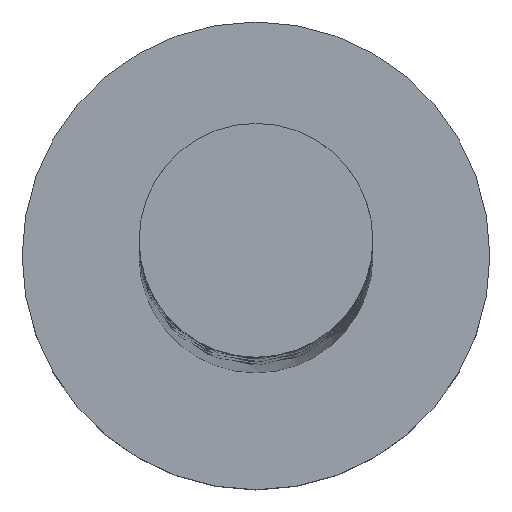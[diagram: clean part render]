
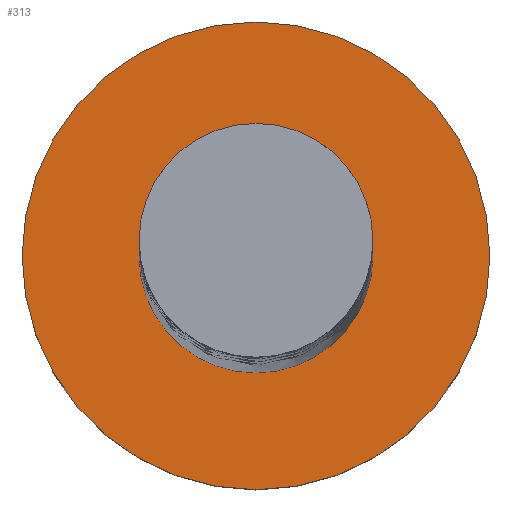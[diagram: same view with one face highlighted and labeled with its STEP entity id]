
A CAD part, top view. The second image highlights one B-rep face of the part: STEP entity #313.
In plain terms, the highlighted planar face has unit normal (0, 0, 1).
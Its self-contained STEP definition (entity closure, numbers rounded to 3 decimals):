
#8 = DIRECTION ( 'NONE',  ( 0., 0., 1. ) ) ;
#13 = EDGE_LOOP ( 'NONE', ( #1476, #495 ) ) ;
#28 = FACE_BOUND ( 'NONE', #1387, .T. ) ;
#35 = DIRECTION ( 'NONE',  ( 0., 0., 1. ) ) ;
#48 = AXIS2_PLACEMENT_3D ( 'NONE', #545, #8, #957 ) ;
#96 = AXIS2_PLACEMENT_3D ( 'NONE', #1637, #972, #1467 ) ;
#154 = ORIENTED_EDGE ( 'NONE', *, *, #251, .F. ) ;
#166 = CARTESIAN_POINT ( 'NONE',  ( 0., 0., 3. ) ) ;
#202 = CARTESIAN_POINT ( 'NONE',  ( 0., 0., 3. ) ) ;
#251 = EDGE_CURVE ( 'NONE', #700, #1533, #813, .T. ) ;
#309 = PLANE ( 'NONE',  #1279 ) ;
#313 = ADVANCED_FACE ( 'NONE', ( #28, #723 ), #309, .T. ) ;
#348 = VERTEX_POINT ( 'NONE', #1259 ) ;
#430 = EDGE_CURVE ( 'NONE', #1574, #348, #1450, .T. ) ;
#452 = DIRECTION ( 'NONE',  ( 0., 0., 1. ) ) ;
#488 = CIRCLE ( 'NONE', #48, 2.5 ) ;
#495 = ORIENTED_EDGE ( 'NONE', *, *, #430, .T. ) ;
#545 = CARTESIAN_POINT ( 'NONE',  ( 0., 0., 3. ) ) ;
#598 = DIRECTION ( 'NONE',  ( 1., 0., 0. ) ) ;
#663 = CARTESIAN_POINT ( 'NONE',  ( -2.5, 0., 3. ) ) ;
#668 = CARTESIAN_POINT ( 'NONE',  ( 2.5, 0., 3. ) ) ;
#671 = AXIS2_PLACEMENT_3D ( 'NONE', #202, #452, #598 ) ;
#700 = VERTEX_POINT ( 'NONE', #663 ) ;
#721 = EDGE_CURVE ( 'NONE', #1533, #700, #488, .T. ) ;
#723 = FACE_OUTER_BOUND ( 'NONE', #13, .T. ) ;
#756 = ORIENTED_EDGE ( 'NONE', *, *, #721, .F. ) ;
#813 = CIRCLE ( 'NONE', #1199, 2.5 ) ;
#825 = CARTESIAN_POINT ( 'NONE',  ( 0., 0., 3. ) ) ;
#834 = DIRECTION ( 'NONE',  ( 0., 0., 1. ) ) ;
#865 = CIRCLE ( 'NONE', #96, 5. ) ;
#957 = DIRECTION ( 'NONE',  ( 1., 0., 0. ) ) ;
#972 = DIRECTION ( 'NONE',  ( 0., 0., 1. ) ) ;
#1199 = AXIS2_PLACEMENT_3D ( 'NONE', #825, #834, #1640 ) ;
#1257 = DIRECTION ( 'NONE',  ( 1., 0., 0. ) ) ;
#1259 = CARTESIAN_POINT ( 'NONE',  ( -5., 0., 3. ) ) ;
#1279 = AXIS2_PLACEMENT_3D ( 'NONE', #166, #35, #1257 ) ;
#1387 = EDGE_LOOP ( 'NONE', ( #154, #756 ) ) ;
#1450 = CIRCLE ( 'NONE', #671, 5. ) ;
#1467 = DIRECTION ( 'NONE',  ( 1., 0., 0. ) ) ;
#1476 = ORIENTED_EDGE ( 'NONE', *, *, #1516, .T. ) ;
#1516 = EDGE_CURVE ( 'NONE', #348, #1574, #865, .T. ) ;
#1519 = CARTESIAN_POINT ( 'NONE',  ( 5., 0., 3. ) ) ;
#1533 = VERTEX_POINT ( 'NONE', #668 ) ;
#1574 = VERTEX_POINT ( 'NONE', #1519 ) ;
#1637 = CARTESIAN_POINT ( 'NONE',  ( 0., 0., 3. ) ) ;
#1640 = DIRECTION ( 'NONE',  ( 1., 0., 0. ) ) ;
